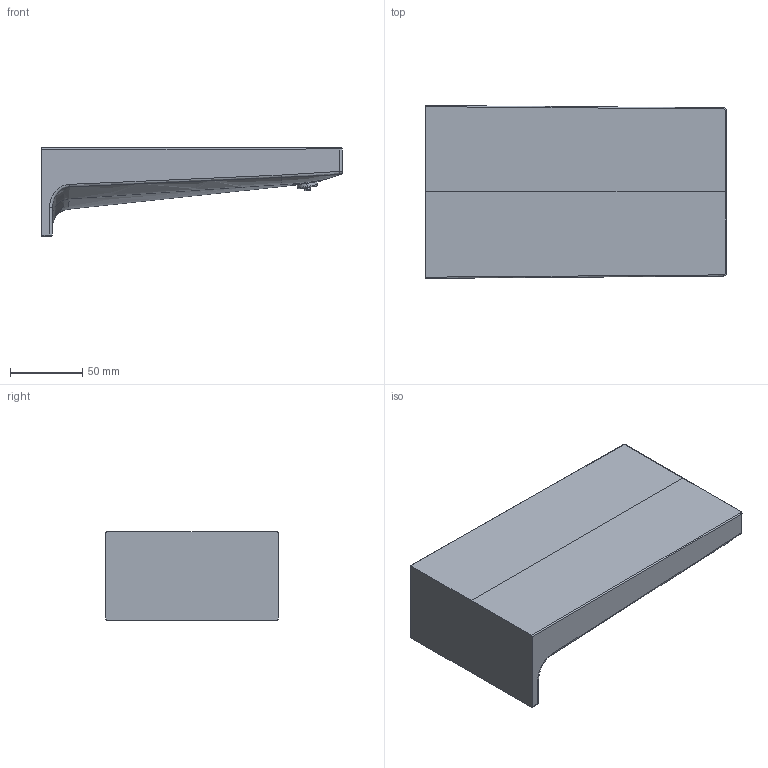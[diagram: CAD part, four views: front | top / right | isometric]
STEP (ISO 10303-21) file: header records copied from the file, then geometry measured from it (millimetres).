
FILE_DESCRIPTION(('CAx-IF Rec.Pracs.---Model Styling and Organization---1.2---2011-12-15','CAx-IF Rec.Pracs.---Geometric and Assembly Validation Properties---4.1---2014-06-16','CAx-IF Rec.Pracs.---PMI Polyline Presentation---2.0---2013-05-24'),'2;1');
FILE_NAME('1000112189_PPR_000.stp','2018-04-06T12:41:22+02:00',(''),(''),'STEP Interface 4.1 by CT CoreTechnologie','3D_Evolution4.1 by CT CoreTechnologie','');
FILE_SCHEMA(('AP203_CONFIGURATION_CONTROLLED_3D_DESIGN_OF_MECHANICAL_PARTS_AND_ASSEMBLIES_MIM_LF'));
Length unit declared in the file: millimetre
Products named in the file (7): P_2 Wanneneinlauf_Schwall_Metris_Next 1000112189_PPR_000_A0; P_2 GK_WE_Schwall_Metris_Next 1000112191_PPA_000_A0; Gewindestift DIN916-M6x8-A2 1000004019_PPA_000_A0; P_2 Schwallkoerper Innenteil Exafill 1000086175_PPA_000_A0; P_2 Schwallkoerper Aussenteil Exafill 1000086162_PPA_000_A0; P_2 Abdeckscheibe Starck Square 1000109716_PPA_000_A0; Zyl-Schraube DIN 7984-M3x8-A2 1000001188_PPA_000_A0
Assembly tree (8 placements, depth 2):
  P_2 Wanneneinlauf_Schwall_Metris_Next 1000112189_PPR_000_A0
    P_2 GK_WE_Schwall_Metris_Next 1000112191_PPA_000_A0
    Gewindestift DIN916-M6x8-A2 1000004019_PPA_000_A0
    P_2 Schwallkoerper Innenteil Exafill 1000086175_PPA_000_A0
    P_2 Schwallkoerper Aussenteil Exafill 1000086162_PPA_000_A0  x2
    P_2 Abdeckscheibe Starck Square 1000109716_PPA_000_A0
    Zyl-Schraube DIN 7984-M3x8-A2 1000001188_PPA_000_A0  x2
Bounding box: 208.66 x 119.9 x 61.29 mm (x, y, z)
Volume: 780547.9 mm3; surface area: 83264.9 mm2
Topology: 8 solids, 8 shells, 293 faces, 695 edges, 415 vertices
Faces by surface type: bspline 152, plane 84, cylinder 57
Entity records: 20626 total; most frequent: CARTESIAN_POINT 12394, ORIENTED_EDGE 1124, DIRECTION 947, EDGE_CURVE 562, AXIS2_PLACEMENT_3D 373, VERTEX_POINT 345, CIRCLE 255, EDGE_LOOP 253
